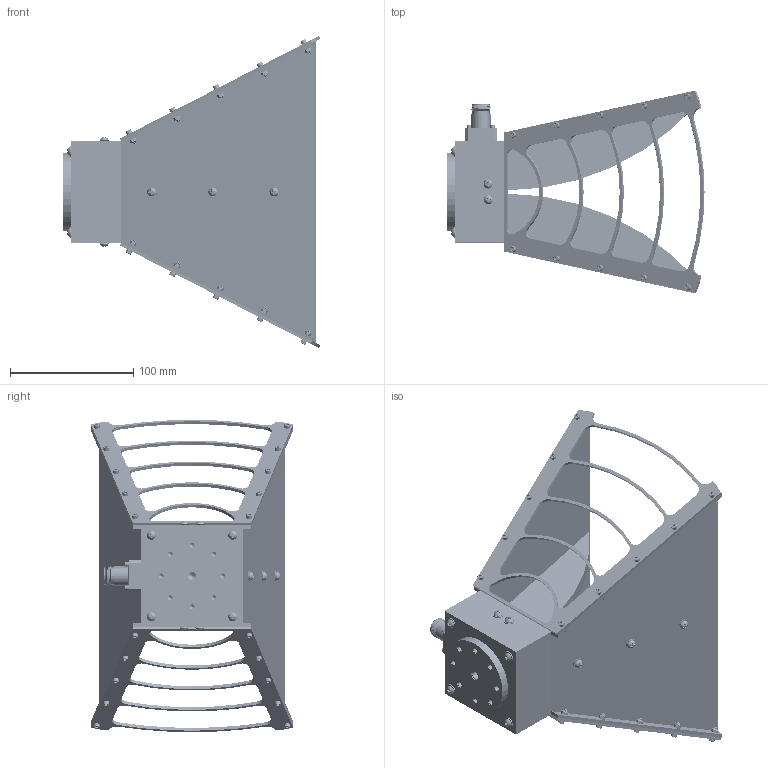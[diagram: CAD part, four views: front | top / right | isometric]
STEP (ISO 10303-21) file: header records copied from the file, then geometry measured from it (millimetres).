
FILE_DESCRIPTION (( 'STEP AP203' ), '1' );
FILE_NAME ('PE9888-11.step', '2019-03-12T23:17:33', ( '' ), ( '' ), 'SwSTEP 2.0', 'SolidWorks 2017', '' );
FILE_SCHEMA (( 'CONFIG_CONTROL_DESIGN' ));
Products named in the file (1): PE9888-11
Bounding box: 208.71 x 164 x 253.51 mm (x, y, z)
Volume: 512316.6 mm3; surface area: 233134.3 mm2
Topology: 4 solids, 5 shells, 3042 faces, 7795 edges, 4867 vertices
Faces by surface type: cylinder 1227, cone 857, plane 761, bspline 103, torus 66, sphere 28
Entity records: 134445 total; most frequent: CARTESIAN_POINT 67812, ORIENTED_EDGE 15538, DIRECTION 12529, EDGE_CURVE 7769, AXIS2_PLACEMENT_3D 4988, VERTEX_POINT 4867, EDGE_LOOP 3236, FACE_OUTER_BOUND 3042
